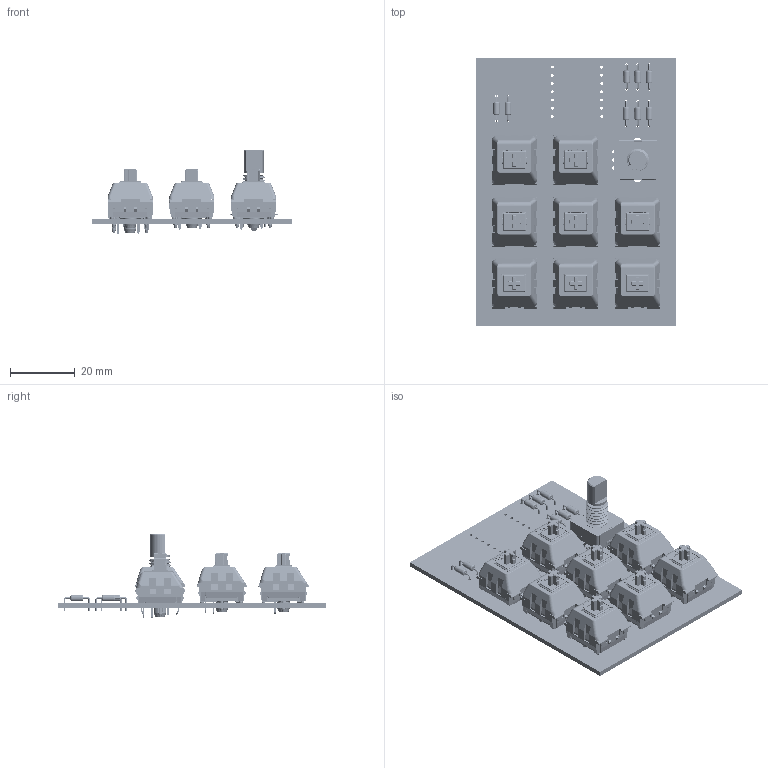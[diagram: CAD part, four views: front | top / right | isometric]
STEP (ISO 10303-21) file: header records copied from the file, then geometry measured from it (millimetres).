
FILE_DESCRIPTION(/* description */ ('KiCad electronic assembly'),/* implementation_level */ '2;1');
FILE_NAME(/* name */ 'pcb.step',/* time_stamp */ '2025-08-16T23:04:33-07:00',/* author */ (''),/* organization */ (''),/* preprocessor_version */ 'ST-DEVELOPER v20.1',/* originating_system */ 'Autodesk Translation Framework v14.10.0.0',/* authorisation */ '');
FILE_SCHEMA (('AUTOMOTIVE_DESIGN { 1 0 10303 214 3 1 1 }'));
Products named in the file (6): macropad 1; æè½¬ç¼ç 
å¨; macropad_PCB; Kailh Polia; macropad 1.1.1; D_DO-35_SOD27_P7.62mm_Horizontal
Assembly tree (19 placements, depth 3):
  macropad 1
    Kailh Polia  x8
      macropad 1.1.1
    D_DO-35_SOD27_P7.62mm_Horizontal  x8
    æè½¬ç¼ç 
å¨
    macropad_PCB
Bounding box: 62 x 82.95 x 26.2 mm (x, y, z)
Volume: 19098.4 mm3; surface area: 37517.7 mm2
Topology: 63 solids, 63 shells, 14169 faces, 36299 edges, 22381 vertices
Faces by surface type: plane 5916, cylinder 4778, bspline 1906, torus 768, sphere 752, cone 49
Full cylindrical faces by diameter (mm): 0.5 x24, 0.8 x16, 0.889 x14, 1 x5, 1.2 x24, 1.5 x32, 1.7 x16, 1.95 x8, 2 x16, 2.02 x8, 2.1 x8, 2.6 x2, 3.2 x8, 3.5 x1, 3.85 x8, 4 x8, 4.05 x8, 5.717 x7, 6 x1, 6.8 x6
Entity records: 69419 total; most frequent: CARTESIAN_POINT 17348, ORIENTED_EDGE 11002, DIRECTION 10368, EDGE_CURVE 5501, LINE 3472, VECTOR 3472, AXIS2_PLACEMENT_3D 3448, VERTEX_POINT 3432
